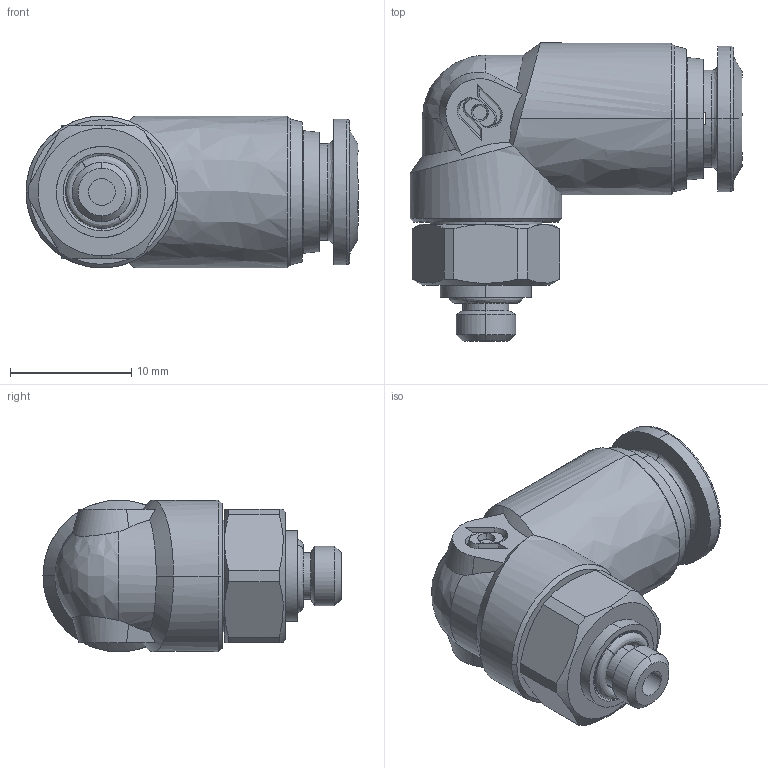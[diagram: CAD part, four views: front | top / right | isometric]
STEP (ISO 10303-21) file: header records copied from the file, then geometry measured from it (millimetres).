
FILE_DESCRIPTION (( 'STEP AP214' ), '1' );
FILE_NAME ('PL06-M5_ME.STEP', '2018-09-06T11:53:21', ( '' ), ( '' ), 'SwSTEP 2.0', 'SolidWorks 2018', '' );
FILE_SCHEMA (( 'AUTOMOTIVE_DESIGN' ));
Length unit declared in the file: millimetre
Products named in the file (1): PL06-M5_ME
Bounding box: 27.35 x 24.55 x 12.5 mm (x, y, z)
Volume: 3619.3 mm3; surface area: 1977.9 mm2
Topology: 1 solids, 1 shells, 149 faces, 368 edges, 236 vertices
Faces by surface type: bspline 149
Entity records: 6613 total; most frequent: CARTESIAN_POINT 4361, ORIENTED_EDGE 734, EDGE_CURVE 367, B_SPLINE_CURVE_WITH_KNOTS 267, VERTEX_POINT 236, EDGE_LOOP 169, ADVANCED_FACE 149, FACE_OUTER_BOUND 149
